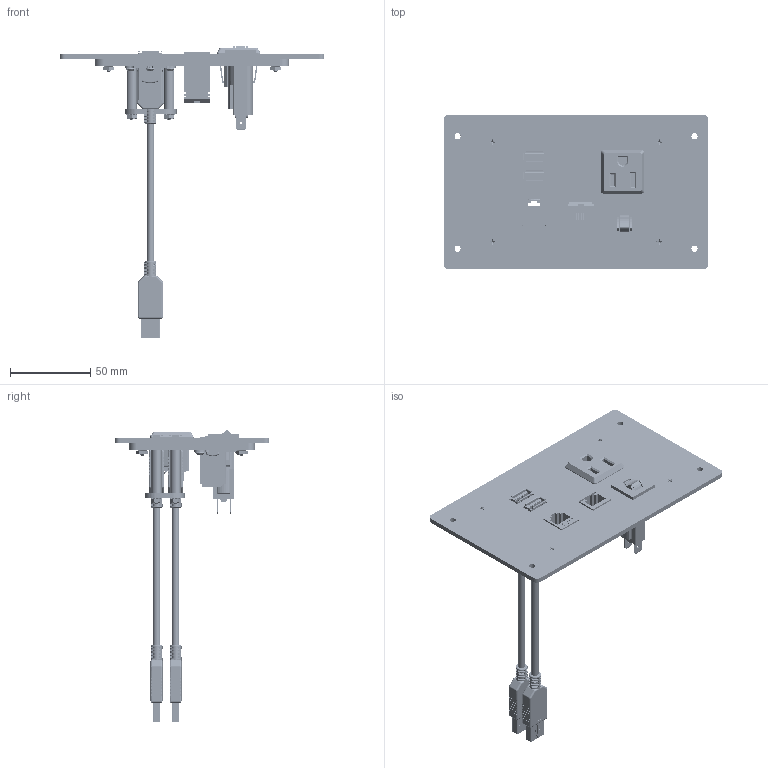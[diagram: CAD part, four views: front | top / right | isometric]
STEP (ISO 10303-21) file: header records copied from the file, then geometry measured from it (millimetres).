
FILE_DESCRIPTION (( 'STEP AP203' ), '1' );
FILE_NAME ('P-P28P29Q6R2-M1R3_3D.STEP', '2022-09-12T17:27:37', ( '' ), ( '' ), 'SwSTEP 2.0', 'SolidWorks 2021', '' );
FILE_SCHEMA (( 'CONFIG_CONTROL_DESIGN' ));
Length unit declared in the file: millimetre
Products named in the file (21): Z-000-4243316TFP; CBX; P-P28P29Q6R2-M1R3_FP120_1; Z-000-440716FH_90273A416; Z-300-RJ45CAT5; P-P28P29Q6R2-M1R3_BP180_1; Q6; Z-020-3047; Z-001-SPR_1-1_4; R; R2; Z-300-RJ12-RET; Z-CB-SM; P11; P-P28P29Q6R2-M1R3_3D; Z-200-OTLT-R0SQ; Z-300-RJ12; Z-002-4401_4HN_90675A005; P-P28P29Q6R2-M1R3_TP120_2; Z-000-440112FH_90273A119; P-P28P29Q6R2-M1R3_TP060_1
Assembly tree (39 placements, depth 3):
  P-P28P29Q6R2-M1R3_3D
    P-P28P29Q6R2-M1R3_BP180_1
    P-P28P29Q6R2-M1R3_FP120_1
    P-P28P29Q6R2-M1R3_TP060_1
    P-P28P29Q6R2-M1R3_TP120_2
    Z-000-4243316TFP  x3
    P11  x2
      Z-020-3047
    Z-000-440112FH_90273A119  x4
    Z-001-SPR_1-1_4  x4
    Z-002-4401_4HN_90675A005  x8
    Q6
      Z-300-RJ12
      Z-300-RJ12-RET
    R2
      Z-300-RJ45CAT5
    R
      Z-200-OTLT-R0SQ
    CBX
      Z-CB-SM
    Z-000-440716FH_90273A416  x4
Bounding box: 165.14 x 96.38 x 182.02 mm (x, y, z)
Volume: 132754.8 mm3; surface area: 100538.9 mm2
Topology: 53 solids, 53 shells, 5070 faces, 14408 edges, 9420 vertices
Faces by surface type: plane 2292, cylinder 1964, bspline 462, cone 352
Entity records: 93626 total; most frequent: CARTESIAN_POINT 31597, ORIENTED_EDGE 13434, DIRECTION 10895, EDGE_CURVE 6717, VECTOR 4523, LINE 4523, VERTEX_POINT 4410, AXIS2_PLACEMENT_3D 3186
